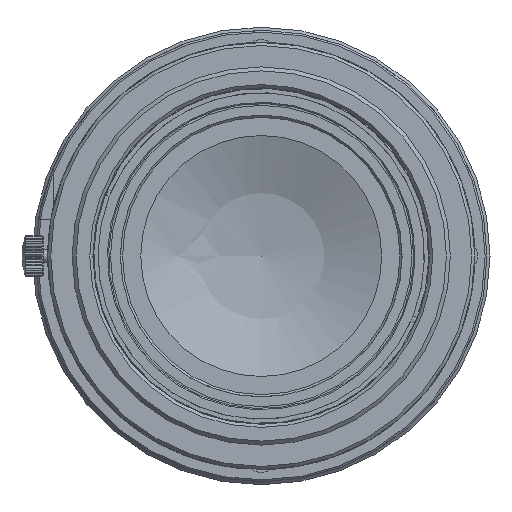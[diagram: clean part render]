
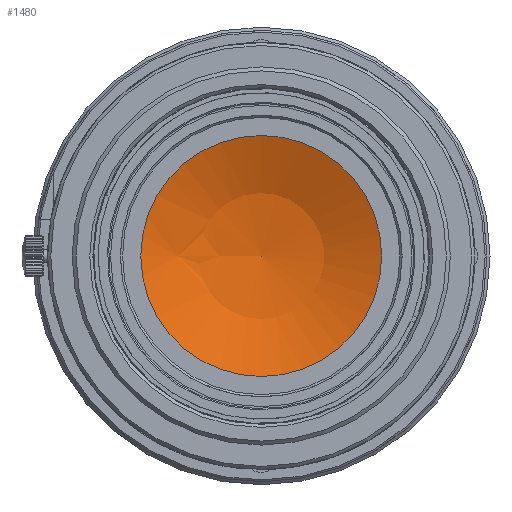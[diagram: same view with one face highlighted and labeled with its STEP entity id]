
A CAD part, left-side view. The second image highlights one B-rep face of the part: STEP entity #1480.
In plain terms, the highlighted spherical face has radius 46.375 mm.
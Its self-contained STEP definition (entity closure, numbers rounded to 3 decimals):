
#113=SPHERICAL_SURFACE('',#13703,46.375);
#861=FACE_OUTER_BOUND('',#4608,.T.);
#1480=ADVANCED_FACE('',(#861),#113,.F.);
#2949=CIRCLE('',#13700,20.137);
#4608=EDGE_LOOP('',(#7780));
#7780=ORIENTED_EDGE('',*,*,#11464,.T.);
#9654=VERTEX_POINT('',#23447);
#11464=EDGE_CURVE('',#9654,#9654,#2949,.T.);
#13700=AXIS2_PLACEMENT_3D('',#23446,#16049,#16050);
#13703=AXIS2_PLACEMENT_3D('',#23450,#16055,#16056);
#16049=DIRECTION('',(-1.,0.,0.));
#16050=DIRECTION('',(0.,0.,-1.));
#16055=DIRECTION('',(-1.,0.,0.));
#16056=DIRECTION('',(0.,1.,0.));
#23446=CARTESIAN_POINT('',(-326.268,0.,0.));
#23447=CARTESIAN_POINT('',(-326.268,0.,-20.137));
#23450=CARTESIAN_POINT('',(-368.043,0.,0.));
